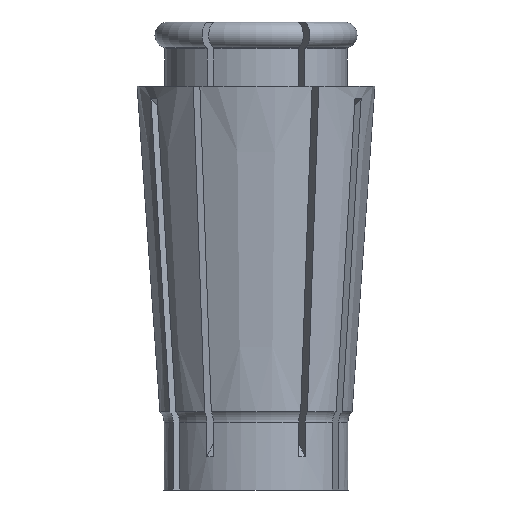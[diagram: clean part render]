
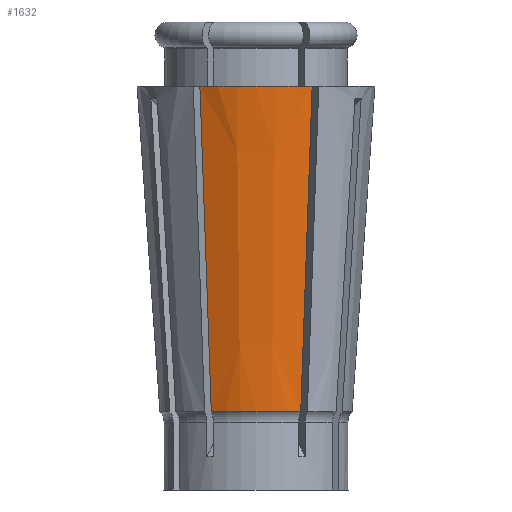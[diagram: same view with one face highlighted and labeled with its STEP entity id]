
A CAD part, left-side view. The second image highlights one B-rep face of the part: STEP entity #1632.
In plain terms, the highlighted conical face has half-angle 4 degrees and reference radius 6.268 mm.
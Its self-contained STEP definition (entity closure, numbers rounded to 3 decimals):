
#35 = AXIS2_PLACEMENT_3D ( 'NONE', #1979, #2567, #3239 ) ;
#69 = CARTESIAN_POINT ( 'NONE',  ( -6.021, 3.187, -17.607 ) ) ;
#101 = CARTESIAN_POINT ( 'NONE',  ( 0., 0., -4.2 ) ) ;
#198 = B_SPLINE_CURVE_WITH_KNOTS ( 'NONE', 3,
 ( #1535, #1285, #69, #3423, #3069, #1569, #3715 ),
 .UNSPECIFIED., .F., .F.,
 ( 4, 3, 4 ),
 ( 0., 0.012, 0.021 ),
 .UNSPECIFIED. ) ;
#348 = EDGE_LOOP ( 'NONE', ( #1019, #1950, #2048, #2387 ) ) ;
#391 = CARTESIAN_POINT ( 'NONE',  ( -5.549, 2.915, -25.4 ) ) ;
#578 = CARTESIAN_POINT ( 'NONE',  ( 0., 0., -25.4 ) ) ;
#718 = DIRECTION ( 'NONE',  ( 1., 0., 0. ) ) ;
#928 = CARTESIAN_POINT ( 'NONE',  ( -5.549, -2.915, -25.4 ) ) ;
#981 = CARTESIAN_POINT ( 'NONE',  ( -6.833, -3.656, -4.2 ) ) ;
#1019 = ORIENTED_EDGE ( 'NONE', *, *, #3655, .F. ) ;
#1029 = CIRCLE ( 'NONE', #35, 6.268 ) ;
#1133 = AXIS2_PLACEMENT_3D ( 'NONE', #578, #2958, #2058 ) ;
#1218 = CARTESIAN_POINT ( 'NONE',  ( -6.833, 3.656, -4.2 ) ) ;
#1248 = CARTESIAN_POINT ( 'NONE',  ( -5.785, -3.051, -21.504 ) ) ;
#1285 = CARTESIAN_POINT ( 'NONE',  ( -5.785, 3.051, -21.504 ) ) ;
#1535 = CARTESIAN_POINT ( 'NONE',  ( -5.549, 2.915, -25.4 ) ) ;
#1549 = CARTESIAN_POINT ( 'NONE',  ( -6.641, -3.546, -7.37 ) ) ;
#1569 = CARTESIAN_POINT ( 'NONE',  ( -6.641, 3.546, -7.37 ) ) ;
#1632 = ADVANCED_FACE ( 'NONE', ( #3106 ), #2588, .T. ) ;
#1711 = VERTEX_POINT ( 'NONE', #1218 ) ;
#1719 = VERTEX_POINT ( 'NONE', #928 ) ;
#1780 = B_SPLINE_CURVE_WITH_KNOTS ( 'NONE', 3,
 ( #2798, #1248, #2459, #2769, #1860, #1549, #981 ),
 .UNSPECIFIED., .F., .F.,
 ( 4, 3, 4 ),
 ( 0., 0.012, 0.021 ),
 .UNSPECIFIED. ) ;
#1860 = CARTESIAN_POINT ( 'NONE',  ( -6.449, -3.435, -10.541 ) ) ;
#1950 = ORIENTED_EDGE ( 'NONE', *, *, #3016, .T. ) ;
#1979 = CARTESIAN_POINT ( 'NONE',  ( 0., 0., -25.4 ) ) ;
#2048 = ORIENTED_EDGE ( 'NONE', *, *, #2901, .T. ) ;
#2058 = DIRECTION ( 'NONE',  ( 1., 0., 0. ) ) ;
#2071 = VERTEX_POINT ( 'NONE', #2891 ) ;
#2154 = CIRCLE ( 'NONE', #3838, 7.75 ) ;
#2216 = DIRECTION ( 'NONE',  ( 0., 0., 1. ) ) ;
#2387 = ORIENTED_EDGE ( 'NONE', *, *, #2613, .F. ) ;
#2459 = CARTESIAN_POINT ( 'NONE',  ( -6.021, -3.187, -17.607 ) ) ;
#2567 = DIRECTION ( 'NONE',  ( 0., 0., 1. ) ) ;
#2588 = CONICAL_SURFACE ( 'NONE', #1133, 6.268, 0.07 ) ;
#2613 = EDGE_CURVE ( 'NONE', #1711, #2071, #2154, .T. ) ;
#2769 = CARTESIAN_POINT ( 'NONE',  ( -6.257, -3.324, -13.711 ) ) ;
#2798 = CARTESIAN_POINT ( 'NONE',  ( -5.549, -2.915, -25.4 ) ) ;
#2891 = CARTESIAN_POINT ( 'NONE',  ( -6.833, -3.656, -4.2 ) ) ;
#2901 = EDGE_CURVE ( 'NONE', #1719, #2071, #1780, .T. ) ;
#2958 = DIRECTION ( 'NONE',  ( 0., 0., 1. ) ) ;
#3016 = EDGE_CURVE ( 'NONE', #3699, #1719, #1029, .T. ) ;
#3069 = CARTESIAN_POINT ( 'NONE',  ( -6.449, 3.435, -10.541 ) ) ;
#3106 = FACE_OUTER_BOUND ( 'NONE', #348, .T. ) ;
#3239 = DIRECTION ( 'NONE',  ( 1., 0., 0. ) ) ;
#3423 = CARTESIAN_POINT ( 'NONE',  ( -6.257, 3.324, -13.711 ) ) ;
#3655 = EDGE_CURVE ( 'NONE', #3699, #1711, #198, .T. ) ;
#3699 = VERTEX_POINT ( 'NONE', #391 ) ;
#3715 = CARTESIAN_POINT ( 'NONE',  ( -6.833, 3.656, -4.2 ) ) ;
#3838 = AXIS2_PLACEMENT_3D ( 'NONE', #101, #2216, #718 ) ;
